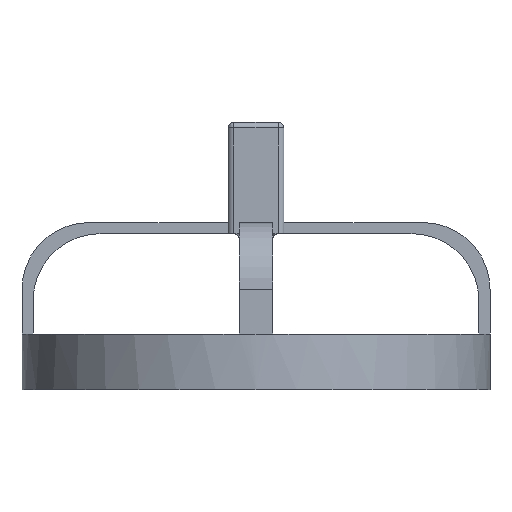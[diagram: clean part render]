
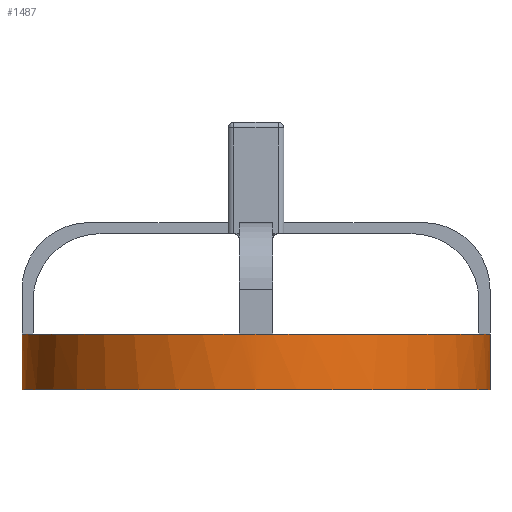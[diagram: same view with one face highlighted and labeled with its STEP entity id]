
A CAD part, front view. The second image highlights one B-rep face of the part: STEP entity #1487.
In plain terms, the highlighted cylindrical face has radius 210 mm (diameter 420 mm), a partial arc.
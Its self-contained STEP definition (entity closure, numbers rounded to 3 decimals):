
#19 = ORIENTED_EDGE ( 'NONE', *, *, #1443, .T. ) ;
#54 = CARTESIAN_POINT ( 'NONE',  ( 0., 0., -140. ) ) ;
#62 = DIRECTION ( 'NONE',  ( -1., 0., 0. ) ) ;
#102 = AXIS2_PLACEMENT_3D ( 'NONE', #490, #873, #1594 ) ;
#111 = DIRECTION ( 'NONE',  ( 0., 0., 1. ) ) ;
#161 = CARTESIAN_POINT ( 'NONE',  ( -210., 0., -140. ) ) ;
#201 = ORIENTED_EDGE ( 'NONE', *, *, #1919, .F. ) ;
#229 = EDGE_CURVE ( 'NONE', #962, #1707, #2114, .T. ) ;
#234 = DIRECTION ( 'NONE',  ( 0., 0., -1. ) ) ;
#251 = CARTESIAN_POINT ( 'NONE',  ( 210., 0., -140. ) ) ;
#278 = CIRCLE ( 'NONE', #1063, 210. ) ;
#291 = CARTESIAN_POINT ( 'NONE',  ( 0., 0., -190. ) ) ;
#356 = ORIENTED_EDGE ( 'NONE', *, *, #2137, .T. ) ;
#361 = CIRCLE ( 'NONE', #582, 210. ) ;
#373 = ORIENTED_EDGE ( 'NONE', *, *, #846, .F. ) ;
#381 = VERTEX_POINT ( 'NONE', #588 ) ;
#410 = VERTEX_POINT ( 'NONE', #1630 ) ;
#444 = VERTEX_POINT ( 'NONE', #450 ) ;
#450 = CARTESIAN_POINT ( 'NONE',  ( 209.464, -15., -140. ) ) ;
#452 = CARTESIAN_POINT ( 'NONE',  ( 0., 0., -190. ) ) ;
#490 = CARTESIAN_POINT ( 'NONE',  ( 0., 0., -140. ) ) ;
#501 = DIRECTION ( 'NONE',  ( 1., 0., 0. ) ) ;
#513 = CARTESIAN_POINT ( 'NONE',  ( 0., 0., -140. ) ) ;
#582 = AXIS2_PLACEMENT_3D ( 'NONE', #452, #2259, #1161 ) ;
#588 = CARTESIAN_POINT ( 'NONE',  ( -210., 0., -190. ) ) ;
#597 = DIRECTION ( 'NONE',  ( 0., 0., -1. ) ) ;
#600 = VECTOR ( 'NONE', #1044, 1000. ) ;
#679 = AXIS2_PLACEMENT_3D ( 'NONE', #2212, #234, #1878 ) ;
#683 = ORIENTED_EDGE ( 'NONE', *, *, #2120, .T. ) ;
#705 = VERTEX_POINT ( 'NONE', #161 ) ;
#709 = DIRECTION ( 'NONE',  ( 0., 0., -1. ) ) ;
#761 = DIRECTION ( 'NONE',  ( -1., 0., 0. ) ) ;
#772 = DIRECTION ( 'NONE',  ( 0., 0., -1. ) ) ;
#815 = CARTESIAN_POINT ( 'NONE',  ( 210., 0., -190. ) ) ;
#846 = EDGE_CURVE ( 'NONE', #381, #705, #2028, .T. ) ;
#851 = CYLINDRICAL_SURFACE ( 'NONE', #2207, 210. ) ;
#859 = CARTESIAN_POINT ( 'NONE',  ( 210., 0., -190. ) ) ;
#873 = DIRECTION ( 'NONE',  ( 0., 0., -1. ) ) ;
#884 = DIRECTION ( 'NONE',  ( -1., 0., 0. ) ) ;
#918 = CARTESIAN_POINT ( 'NONE',  ( 0., 0., -140. ) ) ;
#960 = CIRCLE ( 'NONE', #2277, 210. ) ;
#962 = VERTEX_POINT ( 'NONE', #815 ) ;
#979 = CARTESIAN_POINT ( 'NONE',  ( 0., 0., -140. ) ) ;
#1044 = DIRECTION ( 'NONE',  ( 0., 0., 1. ) ) ;
#1063 = AXIS2_PLACEMENT_3D ( 'NONE', #513, #709, #884 ) ;
#1118 = EDGE_CURVE ( 'NONE', #1707, #444, #1609, .T. ) ;
#1130 = VERTEX_POINT ( 'NONE', #1743 ) ;
#1161 = DIRECTION ( 'NONE',  ( -1., 0., 0. ) ) ;
#1168 = DIRECTION ( 'NONE',  ( 0., 0., -1. ) ) ;
#1176 = FACE_OUTER_BOUND ( 'NONE', #2111, .T. ) ;
#1242 = CIRCLE ( 'NONE', #679, 210. ) ;
#1304 = ORIENTED_EDGE ( 'NONE', *, *, #1337, .T. ) ;
#1329 = CARTESIAN_POINT ( 'NONE',  ( 15., -209.464, -140. ) ) ;
#1337 = EDGE_CURVE ( 'NONE', #1564, #1130, #1242, .T. ) ;
#1356 = VERTEX_POINT ( 'NONE', #1329 ) ;
#1415 = EDGE_CURVE ( 'NONE', #1356, #410, #1805, .T. ) ;
#1439 = DIRECTION ( 'NONE',  ( 0., 0., 1. ) ) ;
#1442 = ORIENTED_EDGE ( 'NONE', *, *, #229, .T. ) ;
#1443 = EDGE_CURVE ( 'NONE', #1130, #705, #960, .T. ) ;
#1487 = ADVANCED_FACE ( 'NONE', ( #1176 ), #851, .T. ) ;
#1491 = AXIS2_PLACEMENT_3D ( 'NONE', #918, #1168, #1492 ) ;
#1492 = DIRECTION ( 'NONE',  ( -1., 0., 0. ) ) ;
#1564 = VERTEX_POINT ( 'NONE', #2164 ) ;
#1594 = DIRECTION ( 'NONE',  ( -1., 0., 0. ) ) ;
#1609 = CIRCLE ( 'NONE', #102, 210. ) ;
#1630 = CARTESIAN_POINT ( 'NONE',  ( 0., -210., -140. ) ) ;
#1707 = VERTEX_POINT ( 'NONE', #251 ) ;
#1743 = CARTESIAN_POINT ( 'NONE',  ( -209.464, -15., -140. ) ) ;
#1798 = AXIS2_PLACEMENT_3D ( 'NONE', #979, #597, #62 ) ;
#1799 = ORIENTED_EDGE ( 'NONE', *, *, #1118, .T. ) ;
#1805 = CIRCLE ( 'NONE', #1798, 210. ) ;
#1878 = DIRECTION ( 'NONE',  ( -1., 0., 0. ) ) ;
#1919 = EDGE_CURVE ( 'NONE', #962, #381, #361, .T. ) ;
#1940 = ORIENTED_EDGE ( 'NONE', *, *, #1415, .T. ) ;
#2028 = LINE ( 'NONE', #2179, #2153 ) ;
#2111 = EDGE_LOOP ( 'NONE', ( #373, #201, #1442, #1799, #356, #1940, #683, #1304, #19 ) ) ;
#2114 = LINE ( 'NONE', #859, #600 ) ;
#2120 = EDGE_CURVE ( 'NONE', #410, #1564, #278, .T. ) ;
#2137 = EDGE_CURVE ( 'NONE', #444, #1356, #2234, .T. ) ;
#2153 = VECTOR ( 'NONE', #1439, 1000. ) ;
#2164 = CARTESIAN_POINT ( 'NONE',  ( -15., -209.464, -140. ) ) ;
#2179 = CARTESIAN_POINT ( 'NONE',  ( -210., 0., -190. ) ) ;
#2207 = AXIS2_PLACEMENT_3D ( 'NONE', #291, #111, #501 ) ;
#2212 = CARTESIAN_POINT ( 'NONE',  ( 0., 0., -140. ) ) ;
#2234 = CIRCLE ( 'NONE', #1491, 210. ) ;
#2259 = DIRECTION ( 'NONE',  ( 0., 0., -1. ) ) ;
#2277 = AXIS2_PLACEMENT_3D ( 'NONE', #54, #772, #761 ) ;
